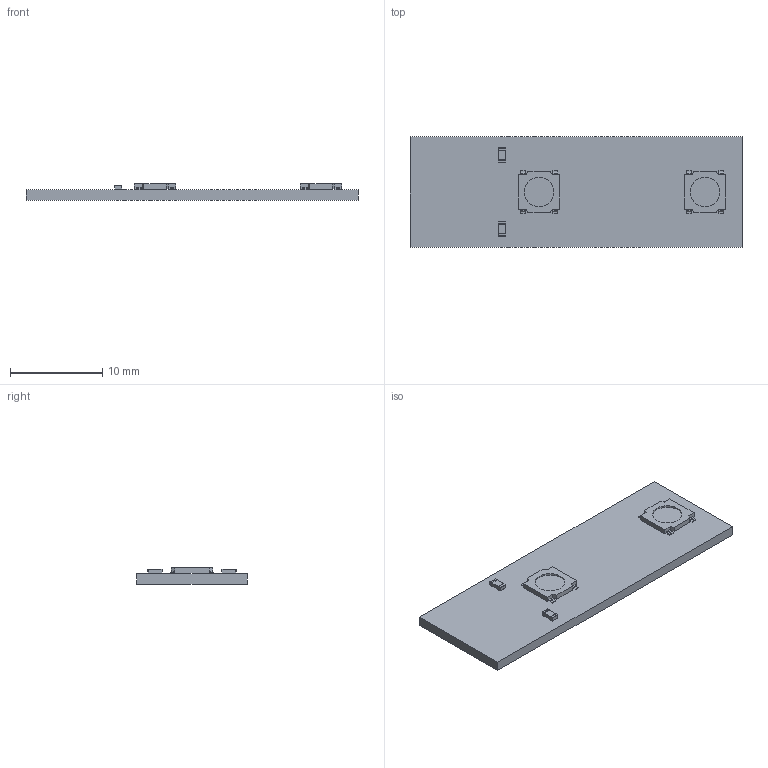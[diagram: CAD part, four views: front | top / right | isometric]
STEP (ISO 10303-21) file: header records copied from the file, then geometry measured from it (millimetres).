
FILE_DESCRIPTION(('KiCad electronic assembly'),'2;1');
FILE_NAME('airMouse-thumb.step','2025-02-19T20:11:28',('Pcbnew'),( 'Kicad'),'Open CASCADE STEP processor 7.6','KiCad to STEP converter' ,'Unknown');
FILE_SCHEMA(('AUTOMOTIVE_DESIGN { 1 0 10303 214 1 1 1 1 }'));
Length unit declared in the file: millimetre
Products named in the file (6): airMouse-thumb 1; R_0603_1608Metric; TL3315NF100Q; Body; airMouse-thumb_PCB
Assembly tree (7 placements, depth 3):
  airMouse-thumb 1
    R_0603_1608Metric  x2
      R_0603_1608Metric
    TL3315NF100Q  x2
      Body
    airMouse-thumb_PCB
Bounding box: 36 x 12 x 1.74 mm (x, y, z)
Volume: 489.6 mm3; surface area: 1081.7 mm2
Topology: 5 solids, 5 shells, 162 faces, 418 edges, 276 vertices
Faces by surface type: plane 144, cylinder 18
Full cylindrical faces by diameter (mm): 3.2 x2
Entity records: 2823 total; most frequent: CARTESIAN_POINT 449, ORIENTED_EDGE 430, DIRECTION 417, EDGE_CURVE 215, LINE 197, VECTOR 197, VERTEX_POINT 142, AXIS2_PLACEMENT_3D 110
